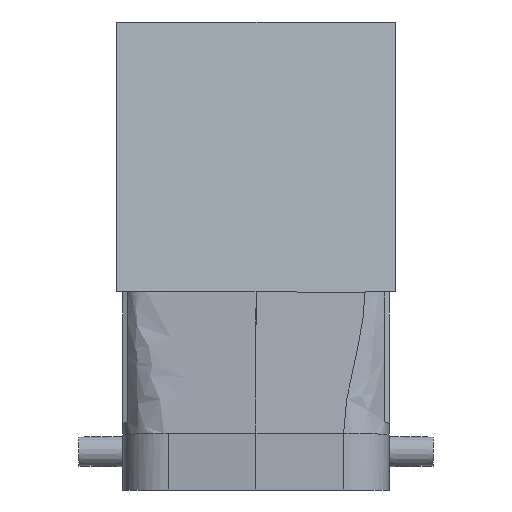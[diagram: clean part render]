
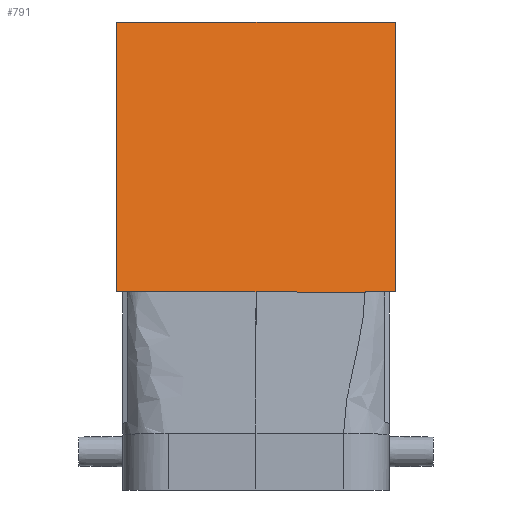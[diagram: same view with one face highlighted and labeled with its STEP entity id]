
A CAD part, left-side view. The second image highlights one B-rep face of the part: STEP entity #791.
In plain terms, the highlighted planar face has unit normal (-0.982, -0.018, 0.191).
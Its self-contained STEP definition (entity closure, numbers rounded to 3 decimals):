
#791=ADVANCED_FACE('',(#1150),#991,.T.);
#991=PLANE('',#4344);
#1150=FACE_OUTER_BOUND('',#1324,.T.);
#1324=EDGE_LOOP('',(#2353,#2354,#2355,#2356,#2357,#2358,#2359));
#1566=LINE('',#5473,#1952);
#1571=LINE('',#5494,#1957);
#1577=LINE('',#5505,#1963);
#1578=LINE('',#5507,#1964);
#1579=LINE('',#5509,#1965);
#1580=LINE('',#5511,#1966);
#1952=VECTOR('',#4589,1.);
#1957=VECTOR('',#4598,1.);
#1963=VECTOR('',#4606,1.);
#1964=VECTOR('',#4607,1.);
#1965=VECTOR('',#4608,1.);
#1966=VECTOR('',#4609,1.);
#2353=ORIENTED_EDGE('',*,*,#3682,.F.);
#2354=ORIENTED_EDGE('',*,*,#3688,.T.);
#2355=ORIENTED_EDGE('',*,*,#3694,.F.);
#2356=ORIENTED_EDGE('',*,*,#3695,.T.);
#2357=ORIENTED_EDGE('',*,*,#3696,.F.);
#2358=ORIENTED_EDGE('',*,*,#3697,.T.);
#2359=ORIENTED_EDGE('',*,*,#3698,.F.);
#3334=VERTEX_POINT('',#5453);
#3342=VERTEX_POINT('',#5472);
#3347=VERTEX_POINT('',#5492);
#3353=VERTEX_POINT('',#5506);
#3354=VERTEX_POINT('',#5508);
#3355=VERTEX_POINT('',#5510);
#3356=VERTEX_POINT('',#5512);
#3682=EDGE_CURVE('',#3342,#3334,#1566,.T.);
#3688=EDGE_CURVE('',#3342,#3347,#1571,.T.);
#3694=EDGE_CURVE('',#3353,#3347,#1577,.T.);
#3695=EDGE_CURVE('',#3353,#3354,#1578,.T.);
#3696=EDGE_CURVE('',#3355,#3354,#1579,.T.);
#3697=EDGE_CURVE('',#3355,#3356,#1580,.T.);
#3698=EDGE_CURVE('',#3334,#3356,#4177,.T.);
#4177=B_SPLINE_CURVE_WITH_KNOTS('',3,(#5513,#5514,#5515,#5516),
 .UNSPECIFIED.,.F.,.F.,(4,4),(0.,1.),.UNSPECIFIED.);
#4344=AXIS2_PLACEMENT_3D('',#5517,#4610,#4611);
#4589=DIRECTION('',(-0.018,1.,0.));
#4598=DIRECTION('',(0.191,0.,0.982));
#4606=DIRECTION('',(0.018,-1.,0.));
#4607=DIRECTION('',(-0.191,0.,-0.982));
#4608=DIRECTION('',(-0.018,1.,0.));
#4609=DIRECTION('',(0.017,-1.,-0.002));
#4610=DIRECTION('',(-0.981,-0.017,0.191));
#4611=DIRECTION('',(0.191,0.,0.982));
#5453=CARTESIAN_POINT('',(-44.684,-17.767,22.85));
#5472=CARTESIAN_POINT('',(-44.6,-22.5,22.85));
#5473=CARTESIAN_POINT('',(-45.,-0.001,22.85));
#5492=CARTESIAN_POINT('',(-36.125,-22.5,66.45));
#5494=CARTESIAN_POINT('',(-44.559,-22.5,23.059));
#5505=CARTESIAN_POINT('',(-36.528,0.15,66.45));
#5506=CARTESIAN_POINT('',(-36.925,22.5,66.45));
#5507=CARTESIAN_POINT('',(-45.33,22.5,23.209));
#5508=CARTESIAN_POINT('',(-45.4,22.5,22.85));
#5509=CARTESIAN_POINT('',(-45.,-0.001,22.85));
#5510=CARTESIAN_POINT('',(-45.,0.,22.85));
#5511=CARTESIAN_POINT('',(-45.,0.,22.85));
#5512=CARTESIAN_POINT('',(-44.696,-17.57,22.809));
#5513=CARTESIAN_POINT('',(-44.684,-17.767,22.85));
#5514=CARTESIAN_POINT('',(-44.69,-17.705,22.824));
#5515=CARTESIAN_POINT('',(-44.694,-17.637,22.809));
#5516=CARTESIAN_POINT('',(-44.696,-17.57,22.809));
#5517=CARTESIAN_POINT('',(-44.945,0.,23.134));
